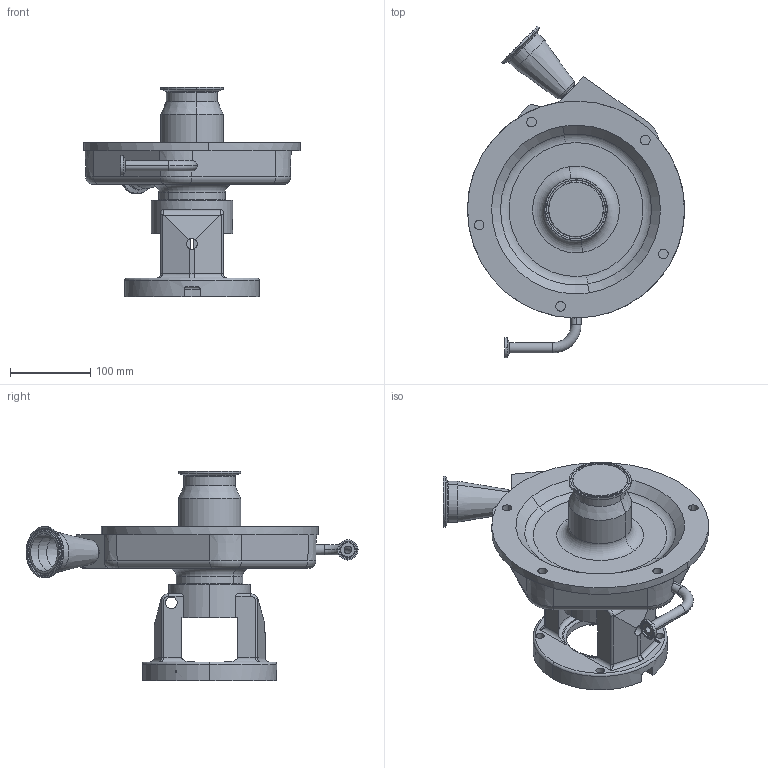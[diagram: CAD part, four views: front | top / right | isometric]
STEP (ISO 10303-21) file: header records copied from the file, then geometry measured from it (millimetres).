
FILE_DESCRIPTION (( 'STEP AP214' ), '1' );
FILE_NAME ('FPX 741-742 140TC 45L 1-2 In ELBOW LEFT.STEP', '2022-12-16T18:00:13', ( '' ), ( '' ), 'SwSTEP 2.0', 'SolidWorks 2021', '' );
FILE_SCHEMA (( 'AUTOMOTIVE_DESIGN' ));
Length unit declared in the file: millimetre
Products named in the file (2): FPX 740 140TC 45L 1-2 In ELBOW LEFT^1275000079.STEP; FPX 741-742 140TC 45L 1-2 In ELBOW LEFT
Assembly tree (1 placements, depth 2):
  FPX 741-742 140TC 45L 1-2 In ELBOW LEFT
    FPX 740 140TC 45L 1-2 In ELBOW LEFT^1275000079.STEP
Bounding box: 269.96 x 413.06 x 261 mm (x, y, z)
Volume: 3455499.9 mm3; surface area: 422669.9 mm2
Topology: 1 solids, 2 shells, 365 faces, 893 edges, 536 vertices
Faces by surface type: cylinder 148, torus 88, plane 72, cone 49, bspline 7, sphere 1
Entity records: 15492 total; most frequent: CARTESIAN_POINT 6686, DIRECTION 1997, ORIENTED_EDGE 1770, EDGE_CURVE 885, AXIS2_PLACEMENT_3D 835, VERTEX_POINT 536, CIRCLE 473, EDGE_LOOP 401
